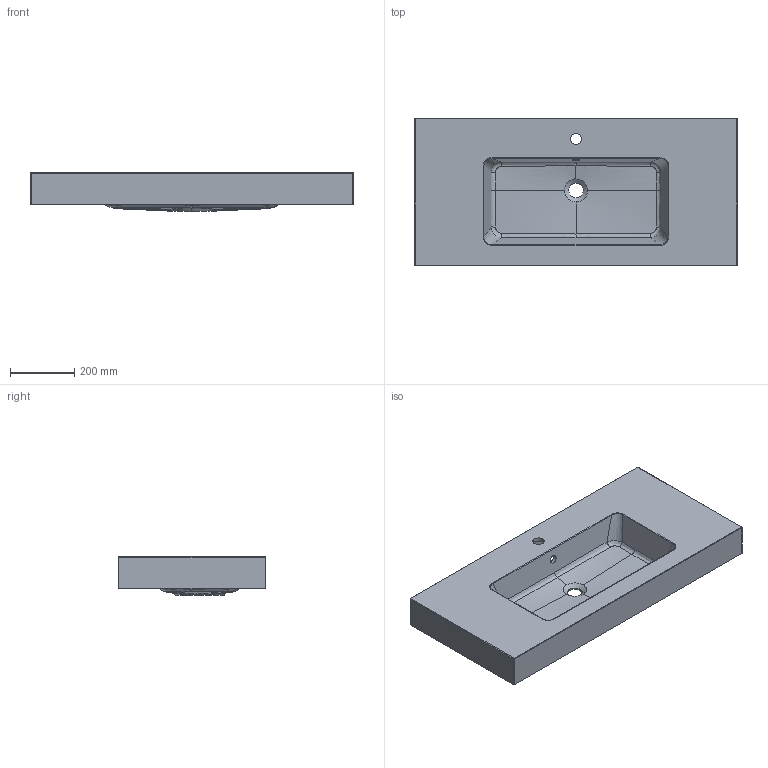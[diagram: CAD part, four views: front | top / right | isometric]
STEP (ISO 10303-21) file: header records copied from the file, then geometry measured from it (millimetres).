
FILE_DESCRIPTION(/* description */ (''),/* implementation_level */ '2;1');
FILE_NAME(/* name */ '18-146_M8137B_100x46_CX_SHARK.stp',/* time_stamp */ '2021-04-08T10:40:53+02:00',/* author */ (''),/* organization */ (''),/* preprocessor_version */ 'ST-DEVELOPER v15',/* originating_system */ 'SIEMENS PLM Software NX 8.5',/* authorisation */ '');
FILE_SCHEMA (('AP203_CONFIGURATION_CONTROLLED_3D_DESIGN_OF_MECHANICAL_PARTS_AND_ASSEMBLIES_MIM_LF { 1 0 10303 403 2 1 2}'));
Products named in the file (1): carl87F04AC8tr8d
Bounding box: 1005 x 460 x 120 mm (x, y, z)
Volume: 10746648.1 mm3; surface area: 1657802.2 mm2
Topology: 1 solids, 1 shells, 274 faces, 650 edges, 368 vertices
Faces by surface type: bspline 176, cylinder 51, plane 26, sphere 12, extrusion 4, torus 4, cone 1
Full cylindrical faces by diameter (mm): 20 x4, 25 x1, 35 x3, 46 x1
Entity records: 45961 total; most frequent: CARTESIAN_POINT 40776, ORIENTED_EDGE 1240, DIRECTION 810, EDGE_CURVE 620, VERTEX_POINT 362, AXIS2_PLACEMENT_3D 361, EDGE_LOOP 302, ADVANCED_FACE 274
